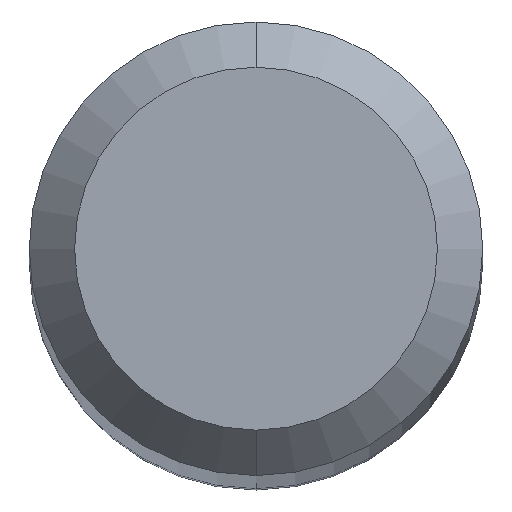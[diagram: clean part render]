
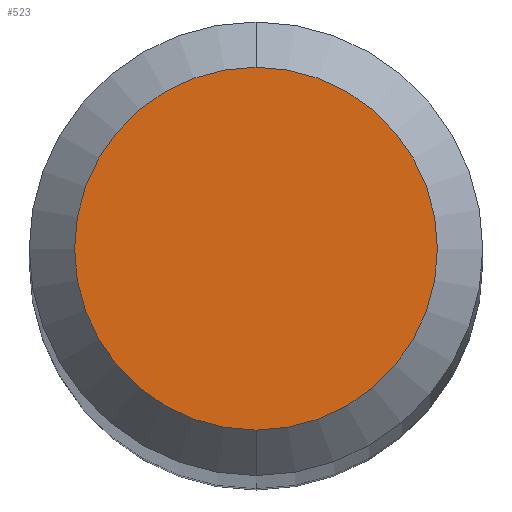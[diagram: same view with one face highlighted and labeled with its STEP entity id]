
A CAD part, top view. The second image highlights one B-rep face of the part: STEP entity #523.
In plain terms, the highlighted planar face has unit normal (0, 0, 1).
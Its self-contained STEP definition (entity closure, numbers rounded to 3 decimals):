
#412=CARTESIAN_POINT('',(0.,0.,55.546));
#413=DIRECTION('',(0.,0.,-1.));
#414=DIRECTION('',(0.,-1.,0.));
#415=AXIS2_PLACEMENT_3D('',#412,#413,#414);
#420=CARTESIAN_POINT('',(0.,0.,55.546));
#421=DIRECTION('',(0.,0.,-1.));
#422=DIRECTION('',(0.,1.,0.));
#423=AXIS2_PLACEMENT_3D('',#420,#421,#422);
#452=CARTESIAN_POINT('',(0.,1.2,55.546));
#453=VERTEX_POINT('',#452);
#454=CARTESIAN_POINT('',(0.,-1.2,55.546));
#455=VERTEX_POINT('',#454);
#514=CARTESIAN_POINT('',(0.,0.,55.546));
#515=DIRECTION('',(0.,0.,-1.));
#516=DIRECTION('',(0.,-1.,0.));
#517=AXIS2_PLACEMENT_3D('',#514,#515,#516);
#518=PLANE('',#517);
#519=ORIENTED_EDGE('',*,*,#493,.T.);
#520=ORIENTED_EDGE('',*,*,#509,.T.);
#521=EDGE_LOOP('',(#519,#520));
#522=FACE_OUTER_BOUND('',#521,.F.);
#416=CIRCLE('',#415,1.2);
#424=CIRCLE('',#423,1.2);
#493=EDGE_CURVE('',#455,#453,#416,.T.);
#509=EDGE_CURVE('',#453,#455,#424,.T.);
#523=ADVANCED_FACE('',(#522),#518,.F.);
